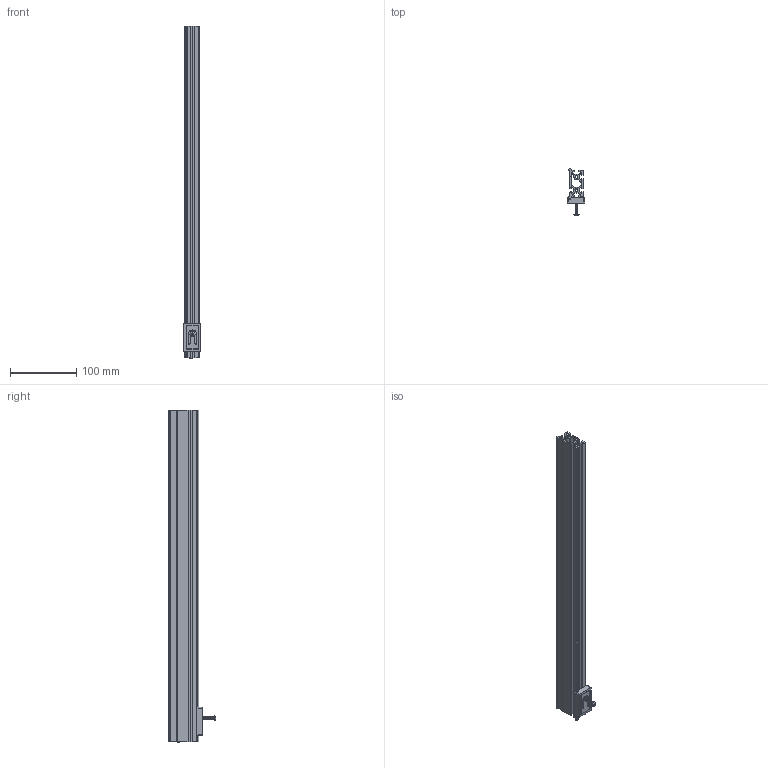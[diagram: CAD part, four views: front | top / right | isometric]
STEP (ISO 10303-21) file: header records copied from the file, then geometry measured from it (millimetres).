
FILE_DESCRIPTION(/* description */ (''),/* implementation_level */ '2;1');
FILE_NAME(/* name */ 'Belt Tensioning Meter v3.step',/* time_stamp */ '2020-06-13T11:40:20-07:00',/* author */ (''),/* organization */ (''),/* preprocessor_version */ 'ST-DEVELOPER v18.1',/* originating_system */ 'Autodesk Translation Framework v9.3.0.1241',/* authorisation */ '');
FILE_SCHEMA (('AUTOMOTIVE_DESIGN { 1 0 10303 214 3 1 1 }'));
Length unit declared in the file: millimetre
Products named in the file (5): Belt Tensioning Meter; Mount; B17022-500; Load Cell; 91239A152
Assembly tree (4 placements, depth 2):
  Belt Tensioning Meter
    Mount
    B17022-500
    Load Cell
    91239A152
Bounding box: 26 x 71.18 x 500 mm (x, y, z)
Volume: 178058.9 mm3; surface area: 171501.7 mm2
Topology: 4 solids, 4 shells, 255 faces, 718 edges, 475 vertices
Faces by surface type: plane 137, cylinder 108, cone 7, bspline 2, sphere 1
Full cylindrical faces by diameter (mm): 3.091 x28, 3.9 x1, 4 x27, 4.2 x2, 7.6 x1
Entity records: 18123 total; most frequent: CARTESIAN_POINT 11541, ORIENTED_EDGE 1436, DIRECTION 1227, EDGE_CURVE 718, LINE 479, VECTOR 479, VERTEX_POINT 475, AXIS2_PLACEMENT_3D 374
